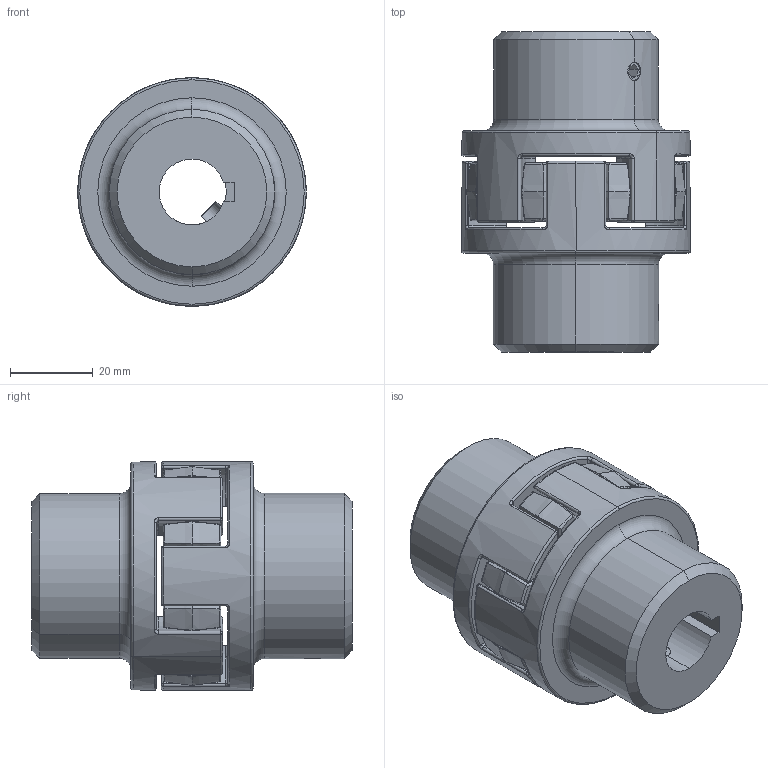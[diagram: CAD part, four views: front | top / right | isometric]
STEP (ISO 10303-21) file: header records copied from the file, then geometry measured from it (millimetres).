
FILE_DESCRIPTION (( 'STEP AP214' ), '1' );
FILE_NAME ('8215.STEP', '2017-04-20T17:35:38', ( '' ), ( '' ), 'SwSTEP 2.0', 'SolidWorks 2017', '' );
FILE_SCHEMA (( 'AUTOMOTIVE_DESIGN' ));
Length unit declared in the file: inch
Products named in the file (1): 8215
Bounding box: 55.12 x 77.22 x 55.12 mm (x, y, z)
Surface area: 29542.3 mm2 (no closed solid volume)
Topology: 0 solids, 10 shells, 349 faces, 1043 edges, 648 vertices
Faces by surface type: torus 120, cone 76, cylinder 69, plane 52, sphere 16, bspline 16
Entity records: 17269 total; most frequent: CARTESIAN_POINT 3489, DIRECTION 2154, ORIENTED_EDGE 1734, EDGE_CURVE 1009, AXIS2_PLACEMENT_3D 933, VERTEX_POINT 648, CIRCLE 599, EDGE_LOOP 373
